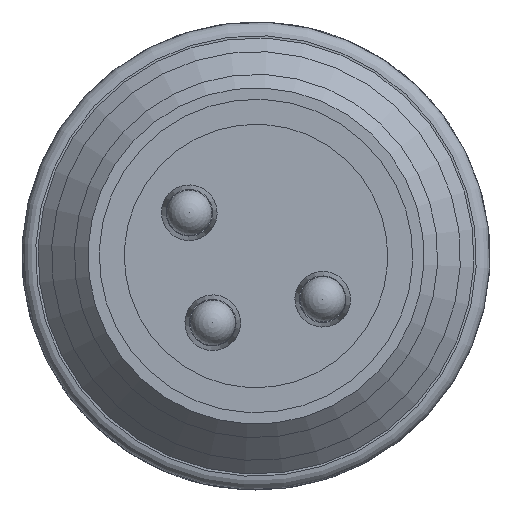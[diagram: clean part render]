
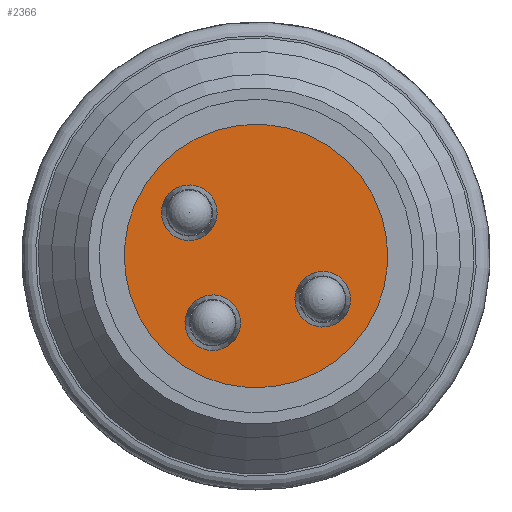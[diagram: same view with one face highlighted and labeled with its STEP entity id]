
A CAD part, front view. The second image highlights one B-rep face of the part: STEP entity #2366.
In plain terms, the highlighted face is planar.
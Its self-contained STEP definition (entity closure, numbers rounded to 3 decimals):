
#477=FACE_BOUND('',#908,.T.);
#478=FACE_BOUND('',#909,.T.);
#479=FACE_BOUND('',#910,.T.);
#698=FACE_OUTER_BOUND('',#907,.T.);
#907=EDGE_LOOP('',(#2139));
#908=EDGE_LOOP('',(#2140));
#909=EDGE_LOOP('',(#2141));
#910=EDGE_LOOP('',(#2142));
#1074=CIRCLE('',#2649,0.613);
#1075=CIRCLE('',#2651,0.613);
#1076=CIRCLE('',#2653,0.613);
#1077=CIRCLE('',#2655,2.9);
#1269=VERTEX_POINT('',#5722);
#1270=VERTEX_POINT('',#5725);
#1271=VERTEX_POINT('',#5728);
#1272=VERTEX_POINT('',#5731);
#1564=EDGE_CURVE('',#1269,#1269,#1074,.T.);
#1565=EDGE_CURVE('',#1270,#1270,#1075,.T.);
#1566=EDGE_CURVE('',#1271,#1271,#1076,.T.);
#1567=EDGE_CURVE('',#1272,#1272,#1077,.T.);
#2139=ORIENTED_EDGE('',*,*,#1567,.F.);
#2140=ORIENTED_EDGE('',*,*,#1566,.T.);
#2141=ORIENTED_EDGE('',*,*,#1565,.T.);
#2142=ORIENTED_EDGE('',*,*,#1564,.T.);
#2210=PLANE('',#2654);
#2366=ADVANCED_FACE('',(#698,#477,#478,#479),#2210,.T.);
#2649=AXIS2_PLACEMENT_3D('',#5723,#3277,#3278);
#2651=AXIS2_PLACEMENT_3D('',#5726,#3281,#3282);
#2653=AXIS2_PLACEMENT_3D('',#5729,#3285,#3286);
#2654=AXIS2_PLACEMENT_3D('',#5730,#3287,#3288);
#2655=AXIS2_PLACEMENT_3D('',#5732,#3289,#3290);
#3277=DIRECTION('center_axis',(1.,0.,0.));
#3278=DIRECTION('ref_axis',(0.,1.,0.));
#3281=DIRECTION('center_axis',(1.,0.,0.));
#3282=DIRECTION('ref_axis',(0.,1.,0.));
#3285=DIRECTION('center_axis',(1.,0.,0.));
#3286=DIRECTION('ref_axis',(0.,1.,0.));
#3287=DIRECTION('center_axis',(-1.,0.,0.));
#3288=DIRECTION('ref_axis',(0.,1.,0.));
#3289=DIRECTION('center_axis',(1.,0.,0.));
#3290=DIRECTION('ref_axis',(0.,-1.,0.));
#5722=CARTESIAN_POINT('',(40.9,52.363,0.));
#5723=CARTESIAN_POINT('Origin',(40.9,51.75,0.));
#5725=CARTESIAN_POINT('',(40.9,48.863,0.));
#5726=CARTESIAN_POINT('Origin',(40.9,48.25,0.));
#5728=CARTESIAN_POINT('',(40.9,50.613,-1.75));
#5729=CARTESIAN_POINT('Origin',(40.9,50.,-1.75));
#5730=CARTESIAN_POINT('Origin',(40.9,50.,0.));
#5731=CARTESIAN_POINT('',(40.9,47.1,0.));
#5732=CARTESIAN_POINT('Origin',(40.9,50.,0.));
